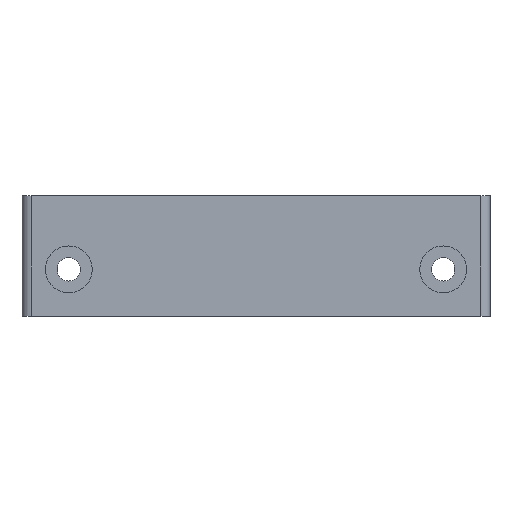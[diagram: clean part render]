
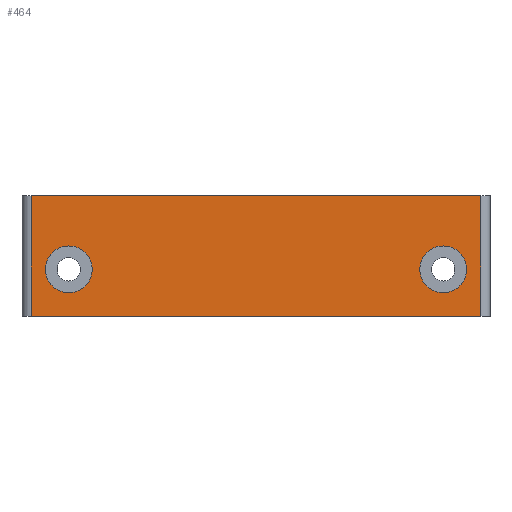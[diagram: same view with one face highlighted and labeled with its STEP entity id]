
A CAD part, top view. The second image highlights one B-rep face of the part: STEP entity #464.
In plain terms, the highlighted planar face has unit normal (0, 0, 1).
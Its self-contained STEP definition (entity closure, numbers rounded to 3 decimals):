
#47 = DIRECTION ( 'NONE',  ( 0., 0., 1. ) ) ;
#131 = AXIS2_PLACEMENT_3D ( 'NONE', #721, #2057, #1385 ) ;
#149 = DIRECTION ( 'NONE',  ( -1., 0., 0. ) ) ;
#245 = ORIENTED_EDGE ( 'NONE', *, *, #251, .F. ) ;
#251 = EDGE_CURVE ( 'NONE', #268, #1056, #1451, .T. ) ;
#268 = VERTEX_POINT ( 'NONE', #1986 ) ;
#302 = LINE ( 'NONE', #528, #1252 ) ;
#308 = VERTEX_POINT ( 'NONE', #1676 ) ;
#353 = ORIENTED_EDGE ( 'NONE', *, *, #946, .T. ) ;
#373 = VERTEX_POINT ( 'NONE', #1850 ) ;
#415 = EDGE_CURVE ( 'NONE', #308, #1010, #1208, .T. ) ;
#429 = EDGE_LOOP ( 'NONE', ( #353, #1021, #245, #1221 ) ) ;
#435 = AXIS2_PLACEMENT_3D ( 'NONE', #529, #1904, #891 ) ;
#458 = VECTOR ( 'NONE', #1526, 1000. ) ;
#464 = ADVANCED_FACE ( 'NONE', ( #1902, #1481, #928 ), #1069, .T. ) ;
#474 = CARTESIAN_POINT ( 'NONE',  ( 45., 10., 26.2 ) ) ;
#528 = CARTESIAN_POINT ( 'NONE',  ( 50., 25.7, 26.2 ) ) ;
#529 = CARTESIAN_POINT ( 'NONE',  ( -40., 10., 26.2 ) ) ;
#678 = ORIENTED_EDGE ( 'NONE', *, *, #1775, .F. ) ;
#712 = EDGE_CURVE ( 'NONE', #373, #1940, #746, .T. ) ;
#716 = ORIENTED_EDGE ( 'NONE', *, *, #712, .F. ) ;
#721 = CARTESIAN_POINT ( 'NONE',  ( 40., 10., 26.2 ) ) ;
#738 = DIRECTION ( 'NONE',  ( 0., 0., 1. ) ) ;
#746 = CIRCLE ( 'NONE', #1619, 5. ) ;
#807 = VECTOR ( 'NONE', #977, 1000. ) ;
#839 = CARTESIAN_POINT ( 'NONE',  ( 48., 0., 26.2 ) ) ;
#861 = CARTESIAN_POINT ( 'NONE',  ( 40., 10., 26.2 ) ) ;
#891 = DIRECTION ( 'NONE',  ( 1., 0., 0. ) ) ;
#915 = LINE ( 'NONE', #839, #458 ) ;
#928 = FACE_OUTER_BOUND ( 'NONE', #429, .T. ) ;
#946 = EDGE_CURVE ( 'NONE', #1510, #1893, #302, .T. ) ;
#968 = EDGE_CURVE ( 'NONE', #1893, #1056, #2048, .T. ) ;
#977 = DIRECTION ( 'NONE',  ( 0., -1., 0. ) ) ;
#1010 = VERTEX_POINT ( 'NONE', #474 ) ;
#1021 = ORIENTED_EDGE ( 'NONE', *, *, #968, .T. ) ;
#1022 = DIRECTION ( 'NONE',  ( 0., 0., 1. ) ) ;
#1056 = VERTEX_POINT ( 'NONE', #1796 ) ;
#1069 = PLANE ( 'NONE',  #1861 ) ;
#1182 = VECTOR ( 'NONE', #1464, 1000. ) ;
#1193 = DIRECTION ( 'NONE',  ( 1., 0., 0. ) ) ;
#1208 = CIRCLE ( 'NONE', #131, 5. ) ;
#1221 = ORIENTED_EDGE ( 'NONE', *, *, #1682, .T. ) ;
#1252 = VECTOR ( 'NONE', #149, 1000. ) ;
#1286 = CARTESIAN_POINT ( 'NONE',  ( -48., 0., 26.2 ) ) ;
#1297 = CARTESIAN_POINT ( 'NONE',  ( -35., 10., 26.2 ) ) ;
#1326 = EDGE_CURVE ( 'NONE', #1940, #373, #1445, .T. ) ;
#1371 = DIRECTION ( 'NONE',  ( 1., 0., 0. ) ) ;
#1385 = DIRECTION ( 'NONE',  ( 1., 0., 0. ) ) ;
#1409 = EDGE_LOOP ( 'NONE', ( #2031, #716 ) ) ;
#1445 = CIRCLE ( 'NONE', #435, 5. ) ;
#1451 = LINE ( 'NONE', #1972, #1182 ) ;
#1464 = DIRECTION ( 'NONE',  ( -1., 0., 0. ) ) ;
#1481 = FACE_BOUND ( 'NONE', #1409, .T. ) ;
#1510 = VERTEX_POINT ( 'NONE', #1575 ) ;
#1526 = DIRECTION ( 'NONE',  ( 0., 1., 0. ) ) ;
#1533 = ORIENTED_EDGE ( 'NONE', *, *, #415, .F. ) ;
#1541 = CARTESIAN_POINT ( 'NONE',  ( -40., 10., 26.2 ) ) ;
#1575 = CARTESIAN_POINT ( 'NONE',  ( 48., 25.7, 26.2 ) ) ;
#1619 = AXIS2_PLACEMENT_3D ( 'NONE', #1541, #47, #1193 ) ;
#1676 = CARTESIAN_POINT ( 'NONE',  ( 35., 10., 26.2 ) ) ;
#1682 = EDGE_CURVE ( 'NONE', #268, #1510, #915, .T. ) ;
#1744 = CARTESIAN_POINT ( 'NONE',  ( 50., 0., 26.2 ) ) ;
#1775 = EDGE_CURVE ( 'NONE', #1010, #308, #2039, .T. ) ;
#1796 = CARTESIAN_POINT ( 'NONE',  ( -48., 0., 26.2 ) ) ;
#1802 = CARTESIAN_POINT ( 'NONE',  ( -48., 25.7, 26.2 ) ) ;
#1850 = CARTESIAN_POINT ( 'NONE',  ( -45., 10., 26.2 ) ) ;
#1861 = AXIS2_PLACEMENT_3D ( 'NONE', #1744, #738, #2067 ) ;
#1877 = EDGE_LOOP ( 'NONE', ( #678, #1533 ) ) ;
#1893 = VERTEX_POINT ( 'NONE', #1802 ) ;
#1902 = FACE_BOUND ( 'NONE', #1877, .T. ) ;
#1904 = DIRECTION ( 'NONE',  ( 0., 0., 1. ) ) ;
#1940 = VERTEX_POINT ( 'NONE', #1297 ) ;
#1972 = CARTESIAN_POINT ( 'NONE',  ( 50., 0., 26.2 ) ) ;
#1984 = AXIS2_PLACEMENT_3D ( 'NONE', #861, #1022, #1371 ) ;
#1986 = CARTESIAN_POINT ( 'NONE',  ( 48., 0., 26.2 ) ) ;
#2031 = ORIENTED_EDGE ( 'NONE', *, *, #1326, .F. ) ;
#2039 = CIRCLE ( 'NONE', #1984, 5. ) ;
#2048 = LINE ( 'NONE', #1286, #807 ) ;
#2057 = DIRECTION ( 'NONE',  ( 0., 0., 1. ) ) ;
#2067 = DIRECTION ( 'NONE',  ( 1., 0., 0. ) ) ;
